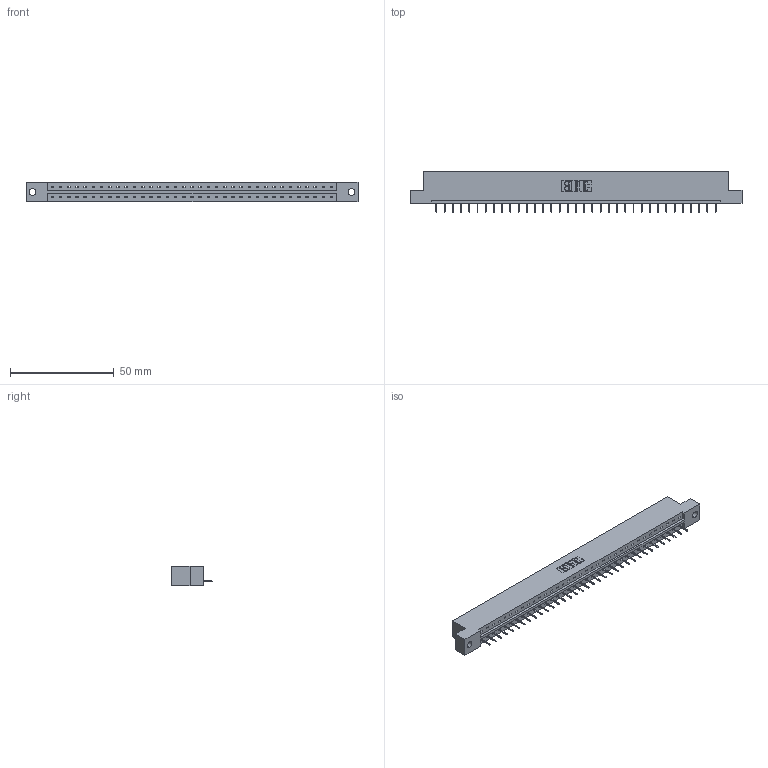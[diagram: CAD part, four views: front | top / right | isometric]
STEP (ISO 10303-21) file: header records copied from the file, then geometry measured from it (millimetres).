
FILE_DESCRIPTION (( 'STEP AP203' ), '1' );
FILE_NAME ('833-035-524-102.STEP', '2020-06-03T00:26:27', ( '' ), ( '' ), 'SwSTEP 2.0', 'SolidWorks 2020', '' );
FILE_SCHEMA (( 'CONFIG_CONTROL_DESIGN' ));
Length unit declared in the file: inch
Products named in the file (3): 833-035-524-102; 833 Part_Flush - .128 Dia; 345-292-001_345-293-124
Assembly tree (36 placements, depth 2):
  833-035-524-102
    833 Part_Flush - .128 Dia
    345-292-001_345-293-124  x35
Bounding box: 160.22 x 19.69 x 9.4 mm (x, y, z)
Volume: 15887.8 mm3; surface area: 16397.2 mm2
Topology: 36 solids, 36 shells, 2284 faces, 6611 edges, 4266 vertices
Faces by surface type: plane 1750, cylinder 534
Entity records: 22379 total; most frequent: CARTESIAN_POINT 3867, ORIENTED_EDGE 3838, DIRECTION 3277, EDGE_CURVE 1919, VECTOR 1795, LINE 1795, VERTEX_POINT 1274, AXIS2_PLACEMENT_3D 741
